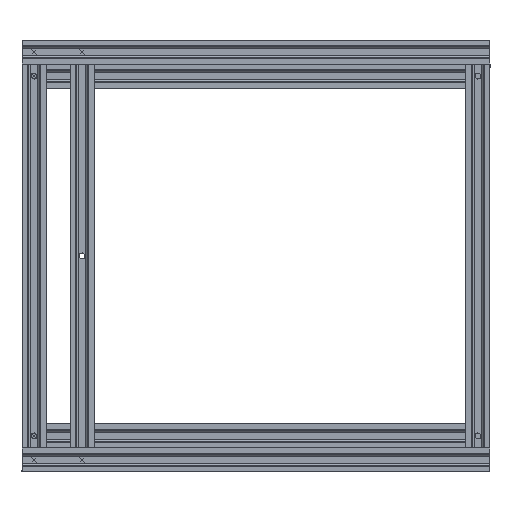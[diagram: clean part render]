
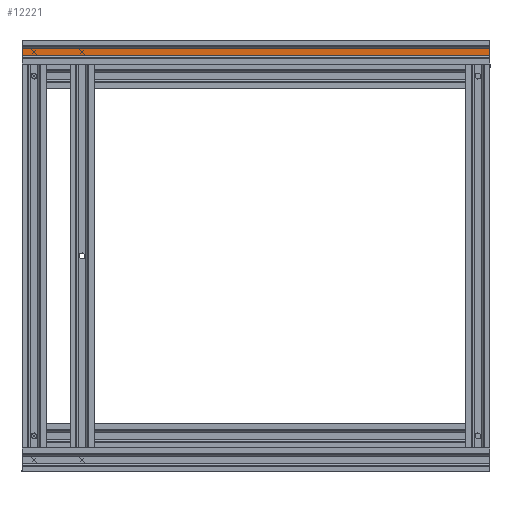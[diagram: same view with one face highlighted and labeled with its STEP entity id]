
A CAD part, front view. The second image highlights one B-rep face of the part: STEP entity #12221.
In plain terms, the highlighted planar face has unit normal (0, -1, 0).
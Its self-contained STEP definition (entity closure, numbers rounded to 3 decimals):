
#337=PLANE('',#13065);
#919=FACE_OUTER_BOUND('',#1549,.T.);
#1549=EDGE_LOOP('',(#9523,#9524,#9525,#9526));
#2499=LINE('',#17840,#4139);
#2543=LINE('',#17929,#4183);
#2587=LINE('',#18016,#4227);
#2588=LINE('',#18017,#4228);
#4139=VECTOR('',#14542,1000.);
#4183=VECTOR('',#14588,1000.);
#4227=VECTOR('',#14634,1000.);
#4228=VECTOR('',#14635,1000.);
#5781=VERTEX_POINT('',#17838);
#5782=VERTEX_POINT('',#17839);
#5825=VERTEX_POINT('',#17927);
#5826=VERTEX_POINT('',#17928);
#7137=EDGE_CURVE('',#5781,#5782,#2499,.T.);
#7181=EDGE_CURVE('',#5825,#5826,#2543,.T.);
#7225=EDGE_CURVE('',#5782,#5826,#2587,.T.);
#7226=EDGE_CURVE('',#5781,#5825,#2588,.T.);
#9523=ORIENTED_EDGE('',*,*,#7181,.T.);
#9524=ORIENTED_EDGE('',*,*,#7225,.F.);
#9525=ORIENTED_EDGE('',*,*,#7137,.F.);
#9526=ORIENTED_EDGE('',*,*,#7226,.T.);
#12221=ADVANCED_FACE('',(#919),#337,.F.);
#13065=AXIS2_PLACEMENT_3D('',#18015,#14632,#14633);
#14542=DIRECTION('',(1.,0.,0.));
#14588=DIRECTION('',(1.,0.,0.));
#14632=DIRECTION('center_axis',(0.,1.,0.));
#14633=DIRECTION('ref_axis',(0.,0.,1.));
#14634=DIRECTION('',(0.,0.,-1.));
#14635=DIRECTION('',(0.,0.,-1.));
#17838=CARTESIAN_POINT('',(-2.939,-4.,370.));
#17839=CARTESIAN_POINT('',(2.939,-4.,370.));
#17840=CARTESIAN_POINT('',(2.939,-4.,370.));
#17927=CARTESIAN_POINT('',(-2.939,-4.,-20.));
#17928=CARTESIAN_POINT('',(2.939,-4.,-20.));
#17929=CARTESIAN_POINT('',(2.939,-4.,-20.));
#18015=CARTESIAN_POINT('Origin',(2.939,-4.,350.));
#18016=CARTESIAN_POINT('',(2.939,-4.,350.));
#18017=CARTESIAN_POINT('',(-2.939,-4.,350.));
